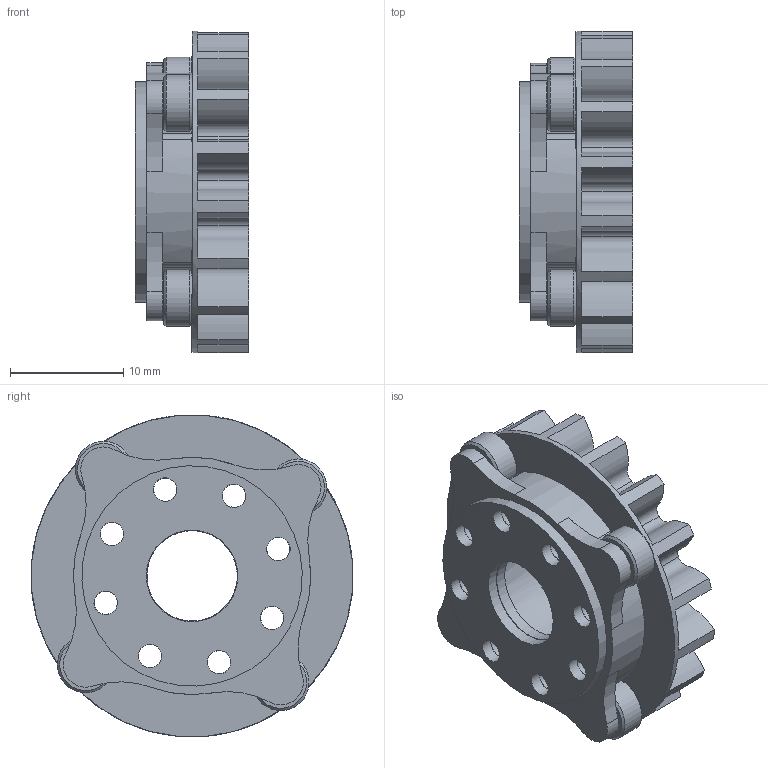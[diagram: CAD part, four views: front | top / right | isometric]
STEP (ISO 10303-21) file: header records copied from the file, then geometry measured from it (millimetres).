
FILE_DESCRIPTION(/* description */ (''),/* implementation_level */ '2;1');
FILE_NAME(/* name */ 'Gear Bearing.step',/* time_stamp */ '2023-01-15T23:07:44-03:00',/* author */ (''),/* organization */ (''),/* preprocessor_version */ 'ST-DEVELOPER v19.2',/* originating_system */ 'Autodesk Translation Framework v11.17.0.187',/* authorisation */ '');
FILE_SCHEMA (('AUTOMOTIVE_DESIGN { 1 0 10303 214 3 1 1 }'));
Length unit declared in the file: millimetre
Products named in the file (6): gear_bearing_assy; gear_bearing_holder; X430_hone_spacer; gear_p17; BR2-5ZZ; Componente7
Assembly tree (8 placements, depth 2):
  gear_bearing_assy
    gear_bearing_holder
    X430_hone_spacer
    BR2-5ZZ  x4
    gear_p17
    Componente7
Bounding box: 10 x 28.49 x 28.48 mm (x, y, z)
Volume: 6392.3 mm3; surface area: 7262.7 mm2
Topology: 6 solids, 14 shells, 404 faces, 952 edges, 628 vertices
Faces by surface type: cylinder 166, plane 138, bspline 68, cone 32
Full cylindrical faces by diameter (mm): 2 x16, 2.04 x16, 2.08 x32, 2.5 x8, 4 x16, 5 x8, 8 x2, 8.1 x2, 11 x2, 19.5 x2, 28.5 x2
Entity records: 14915 total; most frequent: CARTESIAN_POINT 5772, DIRECTION 1878, ORIENTED_EDGE 1808, EDGE_CURVE 904, AXIS2_PLACEMENT_3D 784, VERTEX_POINT 598, EDGE_LOOP 502, CIRCLE 458
